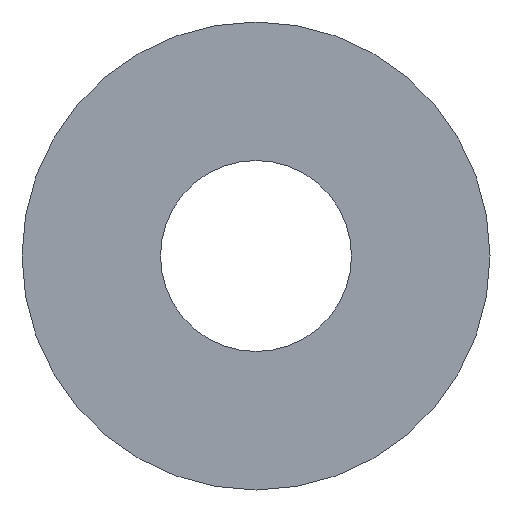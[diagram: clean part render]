
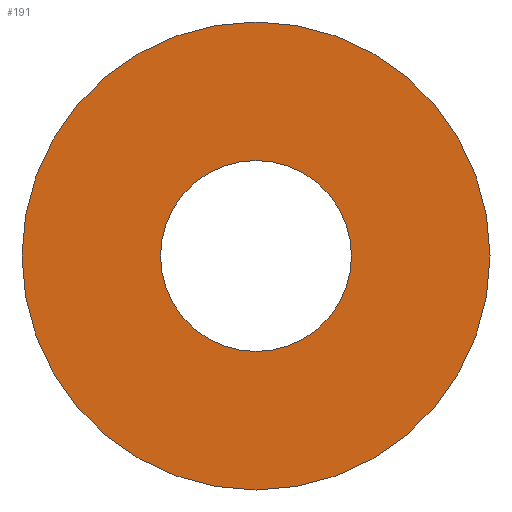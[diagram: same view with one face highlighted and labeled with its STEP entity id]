
A CAD part, front view. The second image highlights one B-rep face of the part: STEP entity #191.
In plain terms, the highlighted planar face has unit normal (0, -1, 0).
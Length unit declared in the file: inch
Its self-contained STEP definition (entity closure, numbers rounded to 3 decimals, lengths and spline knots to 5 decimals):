
#4 = AXIS2_PLACEMENT_3D ( 'NONE', #213, #92, #12 ) ;
#5 = AXIS2_PLACEMENT_3D ( 'NONE', #50, #75, #214 ) ;
#12 = DIRECTION ( 'NONE',  ( 0., 0., 1. ) ) ;
#16 = CARTESIAN_POINT ( 'NONE',  ( 0., 0., -0.4685 ) ) ;
#24 = VERTEX_POINT ( 'NONE', #94 ) ;
#29 = ORIENTED_EDGE ( 'NONE', *, *, #127, .T. ) ;
#34 = AXIS2_PLACEMENT_3D ( 'NONE', #181, #185, #102 ) ;
#37 = CARTESIAN_POINT ( 'NONE',  ( 0., 0., 0. ) ) ;
#50 = CARTESIAN_POINT ( 'NONE',  ( 0., 0., 0. ) ) ;
#52 = DIRECTION ( 'NONE',  ( 0., 1., 0. ) ) ;
#69 = EDGE_CURVE ( 'NONE', #143, #24, #101, .T. ) ;
#73 = CIRCLE ( 'NONE', #208, 0.19125 ) ;
#75 = DIRECTION ( 'NONE',  ( 0., 1., 0. ) ) ;
#85 = FACE_BOUND ( 'NONE', #161, .T. ) ;
#86 = EDGE_CURVE ( 'NONE', #24, #143, #194, .T. ) ;
#91 = CARTESIAN_POINT ( 'NONE',  ( 0., 0., 0. ) ) ;
#92 = DIRECTION ( 'NONE',  ( 0., 1., 0. ) ) ;
#94 = CARTESIAN_POINT ( 'NONE',  ( 0., 0., 0.4685 ) ) ;
#101 = CIRCLE ( 'NONE', #4, 0.4685 ) ;
#102 = DIRECTION ( 'NONE',  ( 0., 0., 1. ) ) ;
#109 = ORIENTED_EDGE ( 'NONE', *, *, #69, .F. ) ;
#111 = DIRECTION ( 'NONE',  ( 0., 0., 1. ) ) ;
#119 = EDGE_CURVE ( 'NONE', #150, #219, #73, .T. ) ;
#120 = CARTESIAN_POINT ( 'NONE',  ( 0., 0., -0.19125 ) ) ;
#126 = CIRCLE ( 'NONE', #5, 0.19125 ) ;
#127 = EDGE_CURVE ( 'NONE', #219, #150, #126, .T. ) ;
#142 = CARTESIAN_POINT ( 'NONE',  ( 0., 0., 0.19125 ) ) ;
#143 = VERTEX_POINT ( 'NONE', #16 ) ;
#144 = ORIENTED_EDGE ( 'NONE', *, *, #86, .F. ) ;
#150 = VERTEX_POINT ( 'NONE', #120 ) ;
#161 = EDGE_LOOP ( 'NONE', ( #188, #29 ) ) ;
#177 = DIRECTION ( 'NONE',  ( 0., 1., 0. ) ) ;
#181 = CARTESIAN_POINT ( 'NONE',  ( 0., 0., 0. ) ) ;
#185 = DIRECTION ( 'NONE',  ( 0., 1., 0. ) ) ;
#188 = ORIENTED_EDGE ( 'NONE', *, *, #119, .T. ) ;
#191 = ADVANCED_FACE ( 'NONE', ( #226, #85 ), #235, .F. ) ;
#194 = CIRCLE ( 'NONE', #222, 0.4685 ) ;
#196 = DIRECTION ( 'NONE',  ( 0., 0., 1. ) ) ;
#208 = AXIS2_PLACEMENT_3D ( 'NONE', #37, #52, #196 ) ;
#212 = EDGE_LOOP ( 'NONE', ( #109, #144 ) ) ;
#213 = CARTESIAN_POINT ( 'NONE',  ( 0., 0., 0. ) ) ;
#214 = DIRECTION ( 'NONE',  ( 0., 0., 1. ) ) ;
#219 = VERTEX_POINT ( 'NONE', #142 ) ;
#222 = AXIS2_PLACEMENT_3D ( 'NONE', #91, #177, #111 ) ;
#226 = FACE_OUTER_BOUND ( 'NONE', #212, .T. ) ;
#235 = PLANE ( 'NONE',  #34 ) ;
